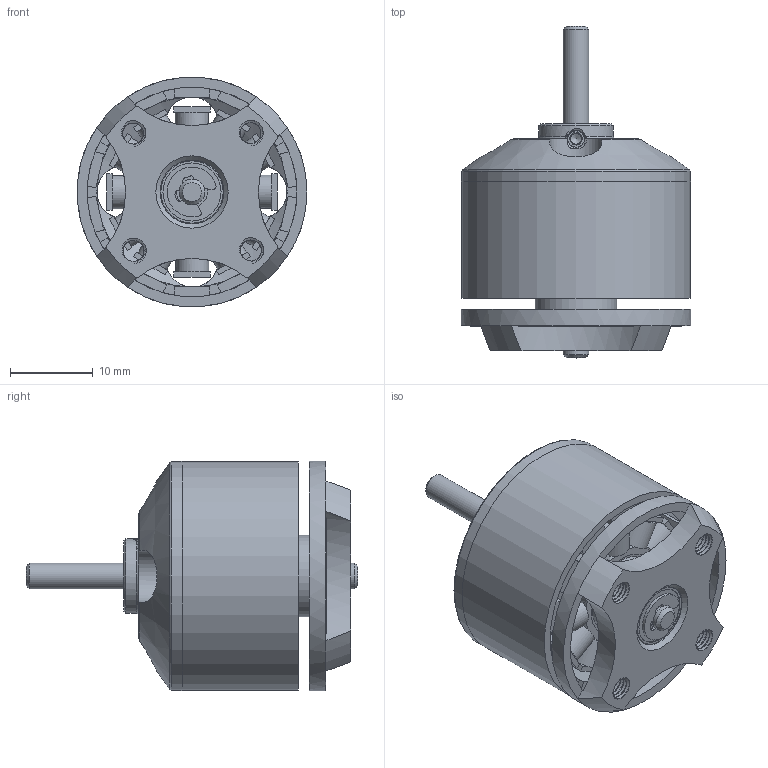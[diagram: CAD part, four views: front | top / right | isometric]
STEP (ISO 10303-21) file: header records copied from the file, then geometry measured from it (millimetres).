
FILE_DESCRIPTION(/* description */ (''),/* implementation_level */ '2;1');
FILE_NAME(/* name */ '2212 100kv assy v4.step',/* time_stamp */ '2019-07-22T23:19:31+02:00',/* author */ (''),/* organization */ (''),/* preprocessor_version */ 'ST-DEVELOPER v18',/* originating_system */ 'Autodesk Translation Framework v8.2.0.1029',/* authorisation */ '');
FILE_SCHEMA (('AUTOMOTIVE_DESIGN { 1 0 10303 214 3 1 1 }'));
Length unit declared in the file: millimetre
Products named in the file (10): 2212 100kv assy; Rotor housing_001; Rotor housing_002; Ø3,1 mm x 40mm shaft; Stator_assy; Stator_mount; stator; ball bearing; 91390A094; lock ring
Assembly tree (10 placements, depth 3):
  2212 100kv assy
    Rotor housing_001
    Rotor housing_002
    Ø3,1 mm x 40mm shaft
    Stator_assy
      Stator_mount
      stator
      ball bearing  x2
    91390A094
    lock ring
Bounding box: 27.7 x 40 x 27.7 mm (x, y, z)
Volume: 8546.4 mm3; surface area: 12445.8 mm2
Topology: 9 solids, 9 shells, 620 faces, 1647 edges, 1032 vertices
Faces by surface type: plane 394, cylinder 173, cone 29, bspline 19, torus 5
Full cylindrical faces by diameter (mm): 1.915 x5, 2.075 x6, 2.5 x4, 2.529 x24, 2.58 x8, 2.7 x1, 3.086 x24, 3.1 x5, 3.743 x4, 6.3 x4, 7 x4, 7.7 x3, 9 x1, 9.8 x2, 10.63 x2, 22.9 x1, 25.3 x1, 25.6 x2, 27.6 x2, 27.7 x1
Entity records: 26002 total; most frequent: CARTESIAN_POINT 10565, ORIENTED_EDGE 3238, DIRECTION 2985, EDGE_CURVE 1619, AXIS2_PLACEMENT_3D 1035, VERTEX_POINT 1014, LINE 915, VECTOR 915
